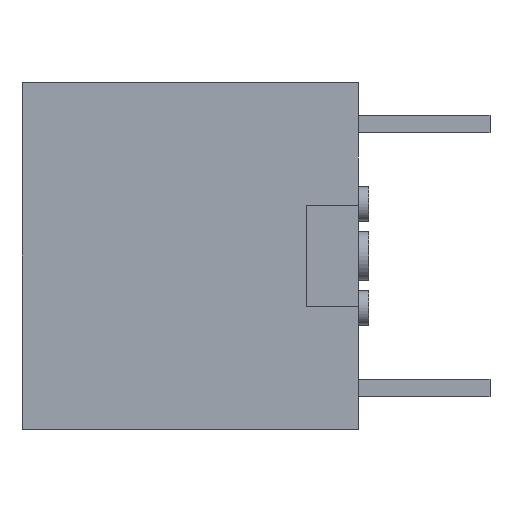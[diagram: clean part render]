
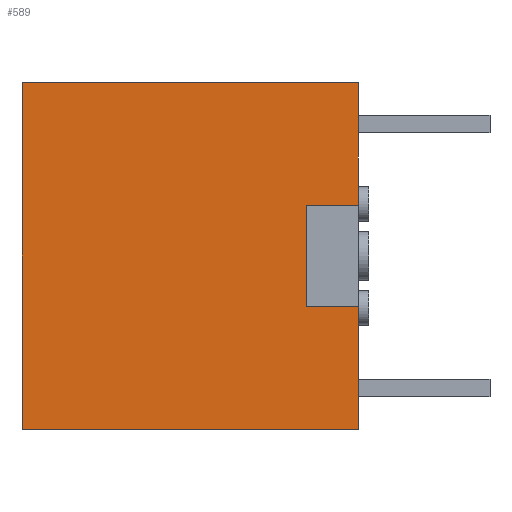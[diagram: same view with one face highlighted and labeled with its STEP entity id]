
A CAD part, left-side view. The second image highlights one B-rep face of the part: STEP entity #589.
In plain terms, the highlighted planar face has unit normal (-1, 0, 0).
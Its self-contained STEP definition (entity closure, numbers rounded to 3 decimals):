
#43 = EDGE_CURVE ( 'NONE', #323, #239, #894, .T. ) ;
#52 = ORIENTED_EDGE ( 'NONE', *, *, #368, .T. ) ;
#63 = ORIENTED_EDGE ( 'NONE', *, *, #269, .T. ) ;
#144 = VERTEX_POINT ( 'NONE', #1743 ) ;
#217 = ORIENTED_EDGE ( 'NONE', *, *, #451, .F. ) ;
#220 = VERTEX_POINT ( 'NONE', #792 ) ;
#225 = EDGE_CURVE ( 'NONE', #413, #423, #820, .T. ) ;
#239 = VERTEX_POINT ( 'NONE', #892 ) ;
#269 = EDGE_CURVE ( 'NONE', #220, #144, #994, .T. ) ;
#274 = VERTEX_POINT ( 'NONE', #1020 ) ;
#309 = EDGE_CURVE ( 'NONE', #274, #413, #1107, .T. ) ;
#323 = VERTEX_POINT ( 'NONE', #1163 ) ;
#353 = EDGE_CURVE ( 'NONE', #274, #239, #1273, .T. ) ;
#368 = EDGE_CURVE ( 'NONE', #144, #423, #1342, .T. ) ;
#413 = VERTEX_POINT ( 'NONE', #1480 ) ;
#423 = VERTEX_POINT ( 'NONE', #1506 ) ;
#451 = EDGE_CURVE ( 'NONE', #522, #323, #1581, .T. ) ;
#522 = VERTEX_POINT ( 'NONE', #616 ) ;
#540 = ORIENTED_EDGE ( 'NONE', *, *, #225, .F. ) ;
#561 = ORIENTED_EDGE ( 'NONE', *, *, #353, .T. ) ;
#589 = ADVANCED_FACE ( 'NONE', ( #976 ), #977, .F. ) ;
#616 = CARTESIAN_POINT ( 'NONE',  ( -1.11, 10., -8.81 ) ) ;
#792 = CARTESIAN_POINT ( 'NONE',  ( -1.11, 0.3, -8.81 ) ) ;
#804 = ORIENTED_EDGE ( 'NONE', *, *, #1527, .T. ) ;
#820 = LINE ( 'NONE', #821, #822 ) ;
#821 = CARTESIAN_POINT ( 'NONE',  ( -1.11, 1.8, -2.345 ) ) ;
#822 = VECTOR ( 'NONE', #825, 1000. ) ;
#825 = DIRECTION ( 'NONE',  ( 0., 0., -1. ) ) ;
#892 = CARTESIAN_POINT ( 'NONE',  ( -1.11, 0.3, 1.19 ) ) ;
#894 = LINE ( 'NONE', #895, #896 ) ;
#895 = CARTESIAN_POINT ( 'NONE',  ( -1.11, 10., 1.19 ) ) ;
#896 = VECTOR ( 'NONE', #900, 1000. ) ;
#900 = DIRECTION ( 'NONE',  ( 0., -1., 0. ) ) ;
#919 = ORIENTED_EDGE ( 'NONE', *, *, #43, .F. ) ;
#976 = FACE_OUTER_BOUND ( 'NONE', #1339, .T. ) ;
#977 = PLANE ( 'NONE',  #978 ) ;
#978 = AXIS2_PLACEMENT_3D ( 'NONE', #979, #980, #981 ) ;
#979 = CARTESIAN_POINT ( 'NONE',  ( -1.11, 10., -8.81 ) ) ;
#980 = DIRECTION ( 'NONE',  ( 1., 0., 0. ) ) ;
#981 = DIRECTION ( 'NONE',  ( 0., 0., -1. ) ) ;
#994 = LINE ( 'NONE', #995, #996 ) ;
#995 = CARTESIAN_POINT ( 'NONE',  ( -1.11, 0.3, -8.81 ) ) ;
#996 = VECTOR ( 'NONE', #997, 1000. ) ;
#997 = DIRECTION ( 'NONE',  ( 0., 0., 1. ) ) ;
#1020 = CARTESIAN_POINT ( 'NONE',  ( -1.11, 0.3, -2.345 ) ) ;
#1107 = LINE ( 'NONE', #1108, #1109 ) ;
#1108 = CARTESIAN_POINT ( 'NONE',  ( -1.11, 0.3, -2.345 ) ) ;
#1109 = VECTOR ( 'NONE', #1111, 1000. ) ;
#1111 = DIRECTION ( 'NONE',  ( 0., 1., 0. ) ) ;
#1163 = CARTESIAN_POINT ( 'NONE',  ( -1.11, 10., 1.19 ) ) ;
#1273 = LINE ( 'NONE', #1274, #1275 ) ;
#1274 = CARTESIAN_POINT ( 'NONE',  ( -1.11, 0.3, -8.81 ) ) ;
#1275 = VECTOR ( 'NONE', #1276, 1000. ) ;
#1276 = DIRECTION ( 'NONE',  ( 0., 0., 1. ) ) ;
#1339 = EDGE_LOOP ( 'NONE', ( #63, #52, #540, #1340, #561, #919, #217, #804 ) ) ;
#1340 = ORIENTED_EDGE ( 'NONE', *, *, #309, .F. ) ;
#1342 = LINE ( 'NONE', #1343, #1344 ) ;
#1343 = CARTESIAN_POINT ( 'NONE',  ( -1.11, 0.3, -5.275 ) ) ;
#1344 = VECTOR ( 'NONE', #1345, 1000. ) ;
#1345 = DIRECTION ( 'NONE',  ( 0., 1., 0. ) ) ;
#1411 = LINE ( 'NONE', #1412, #1413 ) ;
#1412 = CARTESIAN_POINT ( 'NONE',  ( -1.11, 10., -8.81 ) ) ;
#1413 = VECTOR ( 'NONE', #1414, 1000. ) ;
#1414 = DIRECTION ( 'NONE',  ( 0., -1., 0. ) ) ;
#1480 = CARTESIAN_POINT ( 'NONE',  ( -1.11, 1.8, -2.345 ) ) ;
#1506 = CARTESIAN_POINT ( 'NONE',  ( -1.11, 1.8, -5.275 ) ) ;
#1527 = EDGE_CURVE ( 'NONE', #522, #220, #1411, .T. ) ;
#1581 = LINE ( 'NONE', #1582, #1583 ) ;
#1582 = CARTESIAN_POINT ( 'NONE',  ( -1.11, 10., -8.81 ) ) ;
#1583 = VECTOR ( 'NONE', #1584, 1000. ) ;
#1584 = DIRECTION ( 'NONE',  ( 0., 0., 1. ) ) ;
#1743 = CARTESIAN_POINT ( 'NONE',  ( -1.11, 0.3, -5.275 ) ) ;
